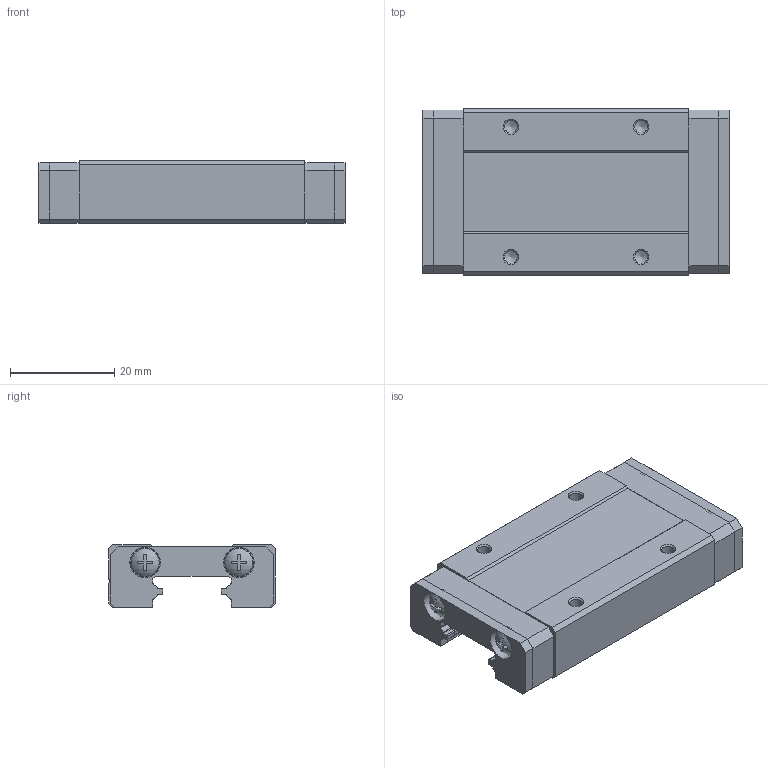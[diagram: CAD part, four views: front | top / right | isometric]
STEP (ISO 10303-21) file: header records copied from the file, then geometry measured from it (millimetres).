
FILE_DESCRIPTION(/* description */ (''),/* implementation_level */ '2;1');
FILE_NAME(/* name */ 'MGN15H.step',/* time_stamp */ '2021-04-30T23:50:49+02:00',/* author */ (''),/* organization */ (''),/* preprocessor_version */ 'ST-DEVELOPER v18.1',/* originating_system */ 'Autodesk Translation Framework v10.6.0.1341',/* authorisation */ '');
FILE_SCHEMA (('AUTOMOTIVE_DESIGN { 1 0 10303 214 3 1 1 }'));
Length unit declared in the file: millimetre
Products named in the file (11): MGN15H- HIWIN; MGN15H1R59ZFC-HiwinCorporation-3D-04-30-2021; PRODUCT_NAME_1; PRODUCT_NAME_2; PRODUCT_NAME_3; PRODUCT_NAME_5; PRODUCT_NAME_6; PRODUCT_NAME_7; PRODUCT_NAME_8; PRODUCT_NAME_9; PRODUCT_NAME_10
Assembly tree (10 placements, depth 3):
  MGN15H- HIWIN
    MGN15H1R59ZFC-HiwinCorporation-3D-04-30-2021
      PRODUCT_NAME_1
      PRODUCT_NAME_2
      PRODUCT_NAME_3
      PRODUCT_NAME_5
      PRODUCT_NAME_6
      PRODUCT_NAME_7
      PRODUCT_NAME_8
      PRODUCT_NAME_9
      PRODUCT_NAME_10
Bounding box: 58.8 x 32 x 12 mm (x, y, z)
Volume: 16756 mm3; surface area: 9307.3 mm2
Topology: 9 solids, 9 shells, 307 faces, 819 edges, 542 vertices
Faces by surface type: plane 189, cylinder 98, cone 16, sphere 4
Full cylindrical faces by diameter (mm): 2.459 x8, 4 x1, 5.88 x8
Entity records: 9967 total; most frequent: DIRECTION 1733, CARTESIAN_POINT 1686, ORIENTED_EDGE 1630, EDGE_CURVE 815, AXIS2_PLACEMENT_3D 589, LINE 555, VECTOR 555, VERTEX_POINT 542
